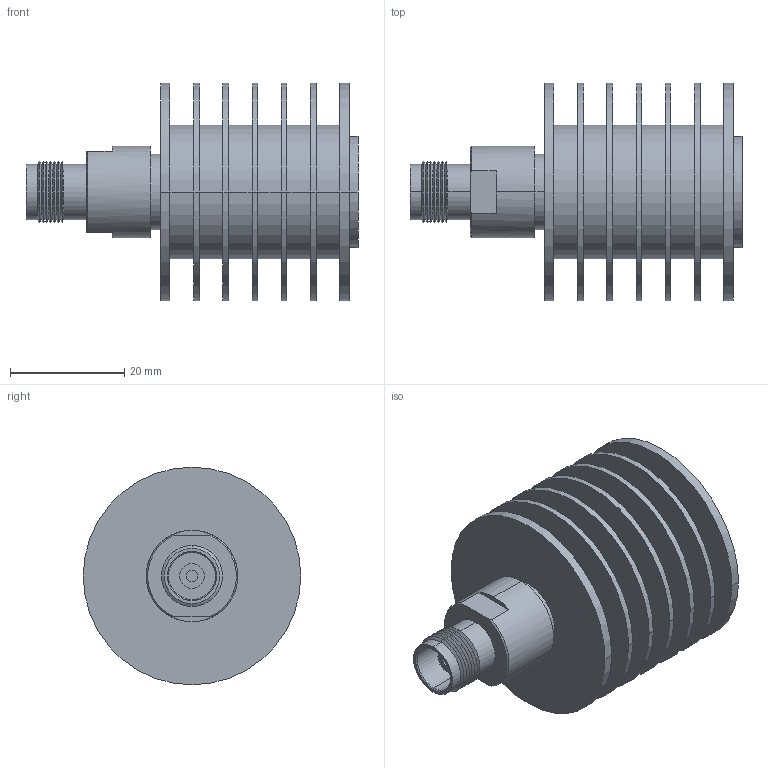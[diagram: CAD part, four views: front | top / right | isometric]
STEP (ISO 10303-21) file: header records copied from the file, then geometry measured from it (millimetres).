
FILE_DESCRIPTION (( 'STEP AP214' ), '1' );
FILE_NAME ('FMTR1141_3D.step', '2023-02-01T19:16:25', ( '' ), ( '' ), 'SwSTEP 2.0', 'SolidWorks 2022', '' );
FILE_SCHEMA (( 'AUTOMOTIVE_DESIGN' ));
Length unit declared in the file: inch
Products named in the file (3): FMTR1141_3D; TNC FEMALE_TF10GH-A; TF10GH-A_TNC_default
Assembly tree (2 placements, depth 2):
  FMTR1141_3D
    TF10GH-A_TNC_default
    TNC FEMALE_TF10GH-A
Bounding box: 58 x 38 x 38 mm (x, y, z)
Volume: 23359.5 mm3; surface area: 15577.9 mm2
Topology: 2 solids, 2 shells, 111 faces, 224 edges, 138 vertices
Faces by surface type: cylinder 48, cone 34, plane 29
Entity records: 3267 total; most frequent: DIRECTION 584, CARTESIAN_POINT 490, ORIENTED_EDGE 448, AXIS2_PLACEMENT_3D 248, EDGE_CURVE 224, VERTEX_POINT 138, CIRCLE 132, EDGE_LOOP 132
